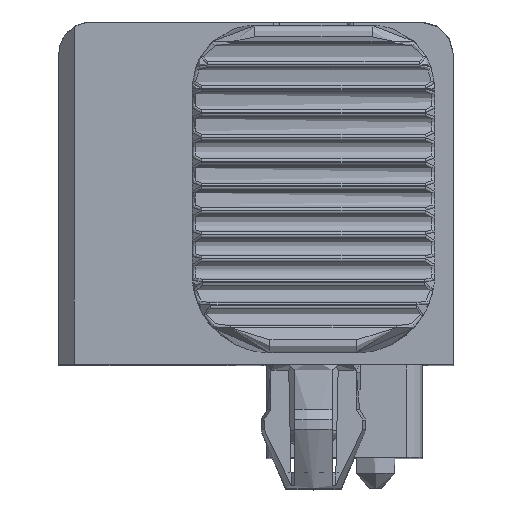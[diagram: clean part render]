
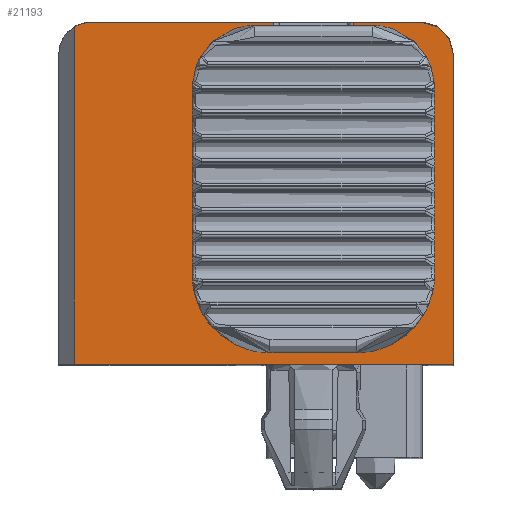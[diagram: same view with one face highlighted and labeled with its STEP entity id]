
A CAD part, top view. The second image highlights one B-rep face of the part: STEP entity #21193.
In plain terms, the highlighted planar face has unit normal (0, 0, 1).
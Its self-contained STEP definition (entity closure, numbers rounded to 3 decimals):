
#823=PLANE('',#23058);
#1950=FACE_OUTER_BOUND('',#3121,.T.);
#3121=EDGE_LOOP('',(#19485,#19486,#19487,#19488,#19489,#19490,#19491,#19492,
#19493,#19494,#19495,#19496,#19497,#19498,#19499,#19500,#19501,#19502,#19503,
#19504,#19505,#19506,#19507,#19508));
#3733=LINE('',#40962,#5598);
#3737=LINE('',#41002,#5602);
#3739=LINE('',#41010,#5604);
#3746=LINE('',#41025,#5611);
#3763=LINE('',#41076,#5628);
#3791=LINE('',#48580,#5656);
#3833=LINE('',#52392,#5698);
#3835=LINE('',#52395,#5700);
#3837=LINE('',#52402,#5702);
#3853=LINE('',#52905,#5718);
#3858=LINE('',#52922,#5723);
#3859=LINE('',#52925,#5724);
#3866=LINE('',#52941,#5731);
#3877=LINE('',#52973,#5742);
#4102=LINE('',#53455,#5967);
#5350=LINE('',#59136,#7215);
#5352=LINE('',#59141,#7217);
#5365=LINE('',#59214,#7230);
#5423=LINE('',#59328,#7288);
#5424=LINE('',#59330,#7289);
#5598=VECTOR('',#23935,10.);
#5602=VECTOR('',#23973,10.);
#5604=VECTOR('',#23979,10.);
#5611=VECTOR('',#23988,10.);
#5628=VECTOR('',#24037,10.);
#5656=VECTOR('',#24253,10.);
#5698=VECTOR('',#24479,10.);
#5700=VECTOR('',#24481,10.);
#5702=VECTOR('',#24489,10.);
#5718=VECTOR('',#24659,1000.);
#5723=VECTOR('',#24674,1000.);
#5724=VECTOR('',#24677,1000.);
#5731=VECTOR('',#24694,1000.);
#5742=VECTOR('',#24717,1000.);
#5967=VECTOR('',#25128,1000.);
#7215=VECTOR('',#28294,1000.);
#7217=VECTOR('',#28300,1000.);
#7230=VECTOR('',#28369,1000.);
#7288=VECTOR('',#28487,1000.);
#7289=VECTOR('',#28490,1000.);
#7514=CIRCLE('',#21595,2.);
#7541=CIRCLE('',#21637,2.);
#7887=CIRCLE('',#22376,1.);
#7888=CIRCLE('',#22379,1.);
#8477=VERTEX_POINT('',#40837);
#8478=VERTEX_POINT('',#40838);
#8486=VERTEX_POINT('',#40961);
#8505=VERTEX_POINT('',#41001);
#8508=VERTEX_POINT('',#41007);
#8509=VERTEX_POINT('',#41009);
#8515=VERTEX_POINT('',#41022);
#8516=VERTEX_POINT('',#41024);
#8534=VERTEX_POINT('',#41075);
#8536=VERTEX_POINT('',#41081);
#8537=VERTEX_POINT('',#41082);
#8700=VERTEX_POINT('',#48579);
#8738=VERTEX_POINT('',#52391);
#8739=VERTEX_POINT('',#52394);
#8747=VERTEX_POINT('',#52904);
#8754=VERTEX_POINT('',#52920);
#8755=VERTEX_POINT('',#52924);
#8937=VERTEX_POINT('',#53452);
#8938=VERTEX_POINT('',#53454);
#9552=VERTEX_POINT('',#55661);
#9553=VERTEX_POINT('',#55663);
#9555=VERTEX_POINT('',#55669);
#9556=VERTEX_POINT('',#55671);
#10181=VERTEX_POINT('',#59139);
#10707=EDGE_CURVE('',#8477,#8478,#7514,.T.);
#10716=EDGE_CURVE('',#8486,#8477,#3733,.T.);
#10736=EDGE_CURVE('',#8505,#8486,#3737,.T.);
#10740=EDGE_CURVE('',#8509,#8508,#3739,.T.);
#10747=EDGE_CURVE('',#8516,#8515,#3746,.T.);
#10772=EDGE_CURVE('',#8534,#8516,#3763,.T.);
#10775=EDGE_CURVE('',#8536,#8537,#7541,.T.);
#10972=EDGE_CURVE('',#8700,#8534,#3791,.T.);
#11099=EDGE_CURVE('',#8478,#8738,#3833,.T.);
#11101=EDGE_CURVE('',#8739,#8536,#3835,.T.);
#11105=EDGE_CURVE('',#8537,#8509,#3837,.T.);
#11158=EDGE_CURVE('',#8505,#8747,#3853,.F.);
#11167=EDGE_CURVE('',#8754,#8508,#3858,.F.);
#11168=EDGE_CURVE('',#8739,#8755,#3859,.F.);
#11177=EDGE_CURVE('',#8754,#8700,#3866,.T.);
#11194=EDGE_CURVE('',#8515,#8747,#3877,.T.);
#11435=EDGE_CURVE('',#8938,#8937,#4102,.T.);
#12271=EDGE_CURVE('',#9553,#9552,#7887,.T.);
#12275=EDGE_CURVE('',#9556,#9555,#7888,.T.);
#13277=EDGE_CURVE('',#9555,#8938,#5350,.T.);
#13280=EDGE_CURVE('',#10181,#8738,#5352,.F.);
#13309=EDGE_CURVE('',#9553,#8937,#5365,.F.);
#13373=EDGE_CURVE('',#8755,#9552,#5423,.F.);
#13374=EDGE_CURVE('',#9556,#10181,#5424,.F.);
#19485=ORIENTED_EDGE('',*,*,#11099,.T.);
#19486=ORIENTED_EDGE('',*,*,#13280,.F.);
#19487=ORIENTED_EDGE('',*,*,#13374,.F.);
#19488=ORIENTED_EDGE('',*,*,#12275,.T.);
#19489=ORIENTED_EDGE('',*,*,#13277,.T.);
#19490=ORIENTED_EDGE('',*,*,#11435,.T.);
#19491=ORIENTED_EDGE('',*,*,#13309,.F.);
#19492=ORIENTED_EDGE('',*,*,#12271,.T.);
#19493=ORIENTED_EDGE('',*,*,#13373,.F.);
#19494=ORIENTED_EDGE('',*,*,#11168,.F.);
#19495=ORIENTED_EDGE('',*,*,#11101,.T.);
#19496=ORIENTED_EDGE('',*,*,#10775,.T.);
#19497=ORIENTED_EDGE('',*,*,#11105,.T.);
#19498=ORIENTED_EDGE('',*,*,#10740,.T.);
#19499=ORIENTED_EDGE('',*,*,#11167,.F.);
#19500=ORIENTED_EDGE('',*,*,#11177,.T.);
#19501=ORIENTED_EDGE('',*,*,#10972,.T.);
#19502=ORIENTED_EDGE('',*,*,#10772,.T.);
#19503=ORIENTED_EDGE('',*,*,#10747,.T.);
#19504=ORIENTED_EDGE('',*,*,#11194,.T.);
#19505=ORIENTED_EDGE('',*,*,#11158,.F.);
#19506=ORIENTED_EDGE('',*,*,#10736,.T.);
#19507=ORIENTED_EDGE('',*,*,#10716,.T.);
#19508=ORIENTED_EDGE('',*,*,#10707,.T.);
#21193=ADVANCED_FACE('',(#1950),#823,.T.);
#21595=AXIS2_PLACEMENT_3D('',#40839,#23923,#23924);
#21637=AXIS2_PLACEMENT_3D('',#41083,#24042,#24043);
#22376=AXIS2_PLACEMENT_3D('',#55664,#26446,#26447);
#22379=AXIS2_PLACEMENT_3D('',#55672,#26454,#26455);
#23058=AXIS2_PLACEMENT_3D('',#59360,#28546,#28547);
#23923=DIRECTION('center_axis',(0.,0.,-1.));
#23924=DIRECTION('ref_axis',(0.,-1.,0.));
#23935=DIRECTION('',(0.,1.,0.));
#23973=DIRECTION('',(-1.,0.,0.));
#23979=DIRECTION('',(-1.,0.,0.));
#23988=DIRECTION('',(0.,1.,0.));
#24037=DIRECTION('',(-1.,0.,0.));
#24042=DIRECTION('center_axis',(0.,0.,-1.));
#24043=DIRECTION('ref_axis',(0.,-1.,0.));
#24253=DIRECTION('',(0.,-1.,0.));
#24479=DIRECTION('',(1.,0.,0.));
#24481=DIRECTION('',(1.,0.,0.));
#24489=DIRECTION('',(0.,-1.,0.));
#24659=DIRECTION('',(0.,1.,0.));
#24674=DIRECTION('',(0.,-1.,0.));
#24677=DIRECTION('',(0.,-1.,0.));
#24694=DIRECTION('',(-1.,0.,0.));
#24717=DIRECTION('',(-1.,0.,0.));
#25128=DIRECTION('',(1.,0.,0.));
#26446=DIRECTION('center_axis',(0.,0.,1.));
#26447=DIRECTION('ref_axis',(0.,1.,0.));
#26454=DIRECTION('center_axis',(0.,0.,1.));
#26455=DIRECTION('ref_axis',(0.,1.,0.));
#28294=DIRECTION('',(0.,-1.,0.));
#28300=DIRECTION('',(0.,1.,0.));
#28369=DIRECTION('',(0.,1.,0.));
#28487=DIRECTION('',(-1.,0.,0.));
#28490=DIRECTION('',(-1.,0.,0.));
#28546=DIRECTION('center_axis',(0.,0.,1.));
#28547=DIRECTION('ref_axis',(0.,-1.,0.));
#40837=CARTESIAN_POINT('',(-46.849,-16.62,-273.533));
#40838=CARTESIAN_POINT('',(-45.562,-14.752,-273.533));
#40839=CARTESIAN_POINT('Origin',(-44.849,-16.62,-273.533));
#40961=CARTESIAN_POINT('',(-46.849,-17.62,-273.533));
#40962=CARTESIAN_POINT('',(-46.849,-21.299,-273.533));
#41001=CARTESIAN_POINT('',(-44.249,-17.62,-273.533));
#41002=CARTESIAN_POINT('',(-41.769,-17.62,-273.533));
#41007=CARTESIAN_POINT('',(-41.649,-17.62,-273.533));
#41009=CARTESIAN_POINT('',(-39.049,-17.62,-273.533));
#41010=CARTESIAN_POINT('',(-41.769,-17.62,-273.533));
#41022=CARTESIAN_POINT('',(-43.949,-24.525,-273.533));
#41024=CARTESIAN_POINT('',(-43.949,-24.525,-273.533));
#41025=CARTESIAN_POINT('',(-43.949,-23.436,-273.533));
#41075=CARTESIAN_POINT('',(-41.949,-24.525,-273.533));
#41076=CARTESIAN_POINT('',(-42.549,-24.525,-273.533));
#41081=CARTESIAN_POINT('',(-40.336,-14.752,-273.533));
#41082=CARTESIAN_POINT('',(-39.049,-16.62,-273.533));
#41083=CARTESIAN_POINT('Origin',(-41.049,-16.62,-273.533));
#48579=CARTESIAN_POINT('',(-41.949,-24.525,-273.533));
#48580=CARTESIAN_POINT('',(-41.949,-23.436,-273.533));
#52391=CARTESIAN_POINT('',(-44.249,-14.752,-273.533));
#52392=CARTESIAN_POINT('',(-41.769,-14.752,-273.533));
#52394=CARTESIAN_POINT('',(-41.649,-14.752,-273.533));
#52395=CARTESIAN_POINT('',(-41.769,-14.752,-273.533));
#52402=CARTESIAN_POINT('',(-39.049,-21.299,-273.533));
#52904=CARTESIAN_POINT('',(-44.249,-24.525,-273.533));
#52905=CARTESIAN_POINT('',(-44.249,-24.525,-273.533));
#52920=CARTESIAN_POINT('',(-41.649,-24.525,-273.533));
#52922=CARTESIAN_POINT('',(-41.649,-14.975,-273.533));
#52924=CARTESIAN_POINT('',(-41.649,-14.525,-273.533));
#52925=CARTESIAN_POINT('',(-41.649,-14.975,-273.533));
#52941=CARTESIAN_POINT('',(-43.049,-24.525,-273.533));
#52973=CARTESIAN_POINT('',(-43.049,-24.525,-273.533));
#53452=CARTESIAN_POINT('',(-38.449,-25.525,-273.533));
#53454=CARTESIAN_POINT('',(-50.649,-25.525,-273.533));
#53455=CARTESIAN_POINT('',(-42.149,-25.525,-273.533));
#55661=CARTESIAN_POINT('',(-39.449,-14.525,-273.533));
#55663=CARTESIAN_POINT('',(-38.449,-15.525,-273.533));
#55664=CARTESIAN_POINT('Origin',(-39.449,-15.525,-273.533));
#55669=CARTESIAN_POINT('',(-50.649,-14.659,-273.533));
#55671=CARTESIAN_POINT('',(-50.149,-14.525,-273.533));
#55672=CARTESIAN_POINT('Origin',(-50.149,-15.525,-273.533));
#59136=CARTESIAN_POINT('',(-50.649,-22.702,-273.533));
#59139=CARTESIAN_POINT('',(-44.249,-14.525,-273.533));
#59141=CARTESIAN_POINT('',(-44.249,-24.525,-273.533));
#59214=CARTESIAN_POINT('',(-38.449,-20.829,-273.533));
#59328=CARTESIAN_POINT('',(-45.149,-14.525,-273.533));
#59330=CARTESIAN_POINT('',(-45.149,-14.525,-273.533));
#59360=CARTESIAN_POINT('Origin',(-42.149,-22.702,-273.533));
